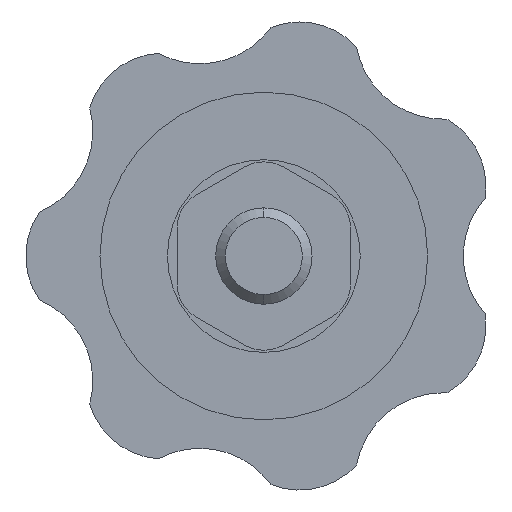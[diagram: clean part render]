
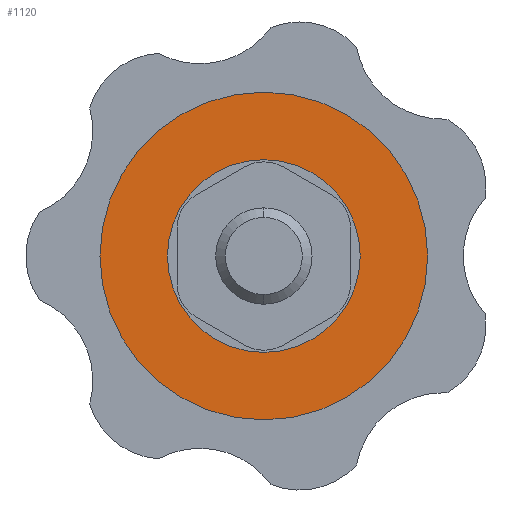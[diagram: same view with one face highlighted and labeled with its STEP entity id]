
A CAD part, front view. The second image highlights one B-rep face of the part: STEP entity #1120.
In plain terms, the highlighted planar face has unit normal (0, -1, 0).
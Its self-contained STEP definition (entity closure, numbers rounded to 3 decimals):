
#7 = EDGE_CURVE ( 'NONE', #208, #100, #1758, .T. ) ;
#18 = CARTESIAN_POINT ( 'NONE',  ( 0., 0., 0. ) ) ;
#100 = VERTEX_POINT ( 'NONE', #2044 ) ;
#165 = DIRECTION ( 'NONE',  ( 0., 1., 0. ) ) ;
#208 = VERTEX_POINT ( 'NONE', #1662 ) ;
#226 = CIRCLE ( 'NONE', #1291, 5. ) ;
#244 = CARTESIAN_POINT ( 'NONE',  ( 0., 0., -8.5 ) ) ;
#250 = VERTEX_POINT ( 'NONE', #1032 ) ;
#350 = ORIENTED_EDGE ( 'NONE', *, *, #7, .F. ) ;
#358 = CIRCLE ( 'NONE', #1969, 8.5 ) ;
#363 = DIRECTION ( 'NONE',  ( 0., 0., -1. ) ) ;
#397 = ORIENTED_EDGE ( 'NONE', *, *, #1329, .F. ) ;
#401 = DIRECTION ( 'NONE',  ( 0., -1., 0. ) ) ;
#458 = PLANE ( 'NONE',  #734 ) ;
#606 = CARTESIAN_POINT ( 'NONE',  ( 0., 0., 0. ) ) ;
#664 = CIRCLE ( 'NONE', #1861, 8.5 ) ;
#734 = AXIS2_PLACEMENT_3D ( 'NONE', #1152, #165, #1112 ) ;
#926 = DIRECTION ( 'NONE',  ( 0., 0., -1. ) ) ;
#961 = FACE_BOUND ( 'NONE', #1671, .T. ) ;
#994 = CARTESIAN_POINT ( 'NONE',  ( 0., 0., 0. ) ) ;
#1032 = CARTESIAN_POINT ( 'NONE',  ( 0., 0., 8.5 ) ) ;
#1076 = VERTEX_POINT ( 'NONE', #244 ) ;
#1112 = DIRECTION ( 'NONE',  ( 0., 0., 1. ) ) ;
#1120 = ADVANCED_FACE ( 'NONE', ( #961, #1476 ), #458, .F. ) ;
#1144 = EDGE_LOOP ( 'NONE', ( #1945, #397 ) ) ;
#1152 = CARTESIAN_POINT ( 'NONE',  ( 0., 0., 0. ) ) ;
#1291 = AXIS2_PLACEMENT_3D ( 'NONE', #18, #1340, #363 ) ;
#1329 = EDGE_CURVE ( 'NONE', #1076, #250, #664, .T. ) ;
#1340 = DIRECTION ( 'NONE',  ( 0., -1., 0. ) ) ;
#1476 = FACE_OUTER_BOUND ( 'NONE', #1144, .T. ) ;
#1480 = DIRECTION ( 'NONE',  ( 0., 1., 0. ) ) ;
#1546 = CARTESIAN_POINT ( 'NONE',  ( 0., 0., 0. ) ) ;
#1610 = DIRECTION ( 'NONE',  ( 0., 0., 1. ) ) ;
#1662 = CARTESIAN_POINT ( 'NONE',  ( 0., 0., 5. ) ) ;
#1671 = EDGE_LOOP ( 'NONE', ( #1914, #350 ) ) ;
#1758 = CIRCLE ( 'NONE', #2112, 5. ) ;
#1825 = DIRECTION ( 'NONE',  ( 0., 0., 1. ) ) ;
#1861 = AXIS2_PLACEMENT_3D ( 'NONE', #1546, #2015, #1825 ) ;
#1876 = EDGE_CURVE ( 'NONE', #250, #1076, #358, .T. ) ;
#1914 = ORIENTED_EDGE ( 'NONE', *, *, #2043, .F. ) ;
#1945 = ORIENTED_EDGE ( 'NONE', *, *, #1876, .F. ) ;
#1969 = AXIS2_PLACEMENT_3D ( 'NONE', #994, #1480, #1610 ) ;
#2015 = DIRECTION ( 'NONE',  ( 0., 1., 0. ) ) ;
#2043 = EDGE_CURVE ( 'NONE', #100, #208, #226, .T. ) ;
#2044 = CARTESIAN_POINT ( 'NONE',  ( 0., 0., -5. ) ) ;
#2112 = AXIS2_PLACEMENT_3D ( 'NONE', #606, #401, #926 ) ;
